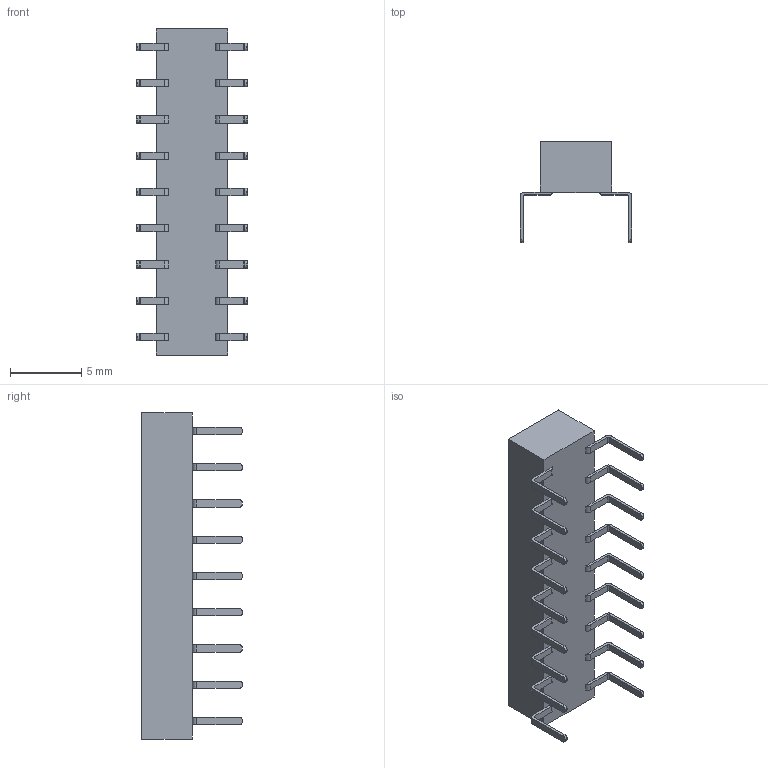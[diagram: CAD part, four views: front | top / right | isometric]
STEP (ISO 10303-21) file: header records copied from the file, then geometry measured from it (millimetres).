
FILE_DESCRIPTION( ('This file contains a STEP AP42 implementation' ,'as created by ZW3D STEP Interface translator.') ,'2;1' );
FILE_NAME( '2135-2XXWXXCUNX1.stp' ,'23 420.104118', (''), ('ZWCAD Software Co.'), 'Version 1.0', 'ZW3D to STEP translator', '' );
FILE_SCHEMA(('AUTOMOTIVE_DESIGN { 1 0 10303 214 1 1 1 1 }'));
Length unit declared in the file: millimetre
Products named in the file (2): 0; 2135-220WXXCUNX1
Bounding box: 7.82 x 7.05 x 22.86 mm (x, y, z)
Volume: 341.5 mm3; surface area: 1076.3 mm2
Topology: 1 solids, 1 shells, 1374 faces, 3940 edges, 2604 vertices
Faces by surface type: plane 852, cylinder 360, bspline 162
Entity records: 62294 total; most frequent: CARTESIAN_POINT 33315, ORIENTED_EDGE 7880, EDGE_CURVE 3940, B_SPLINE_CURVE_WITH_KNOTS 3866, VERTEX_POINT 2604, DIRECTION 2500, EDGE_LOOP 1410, FACE_OUTER_BOUND 1374
